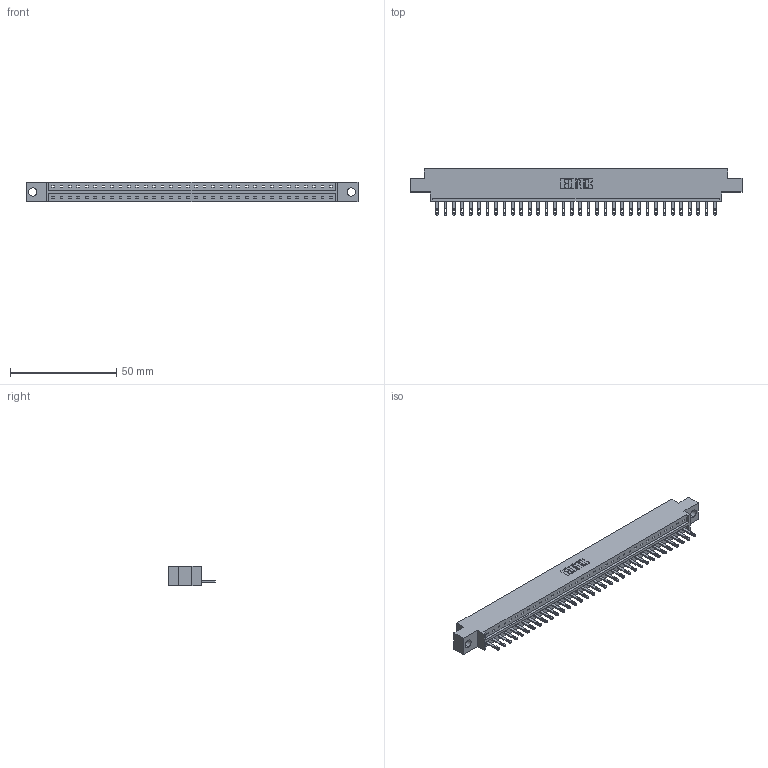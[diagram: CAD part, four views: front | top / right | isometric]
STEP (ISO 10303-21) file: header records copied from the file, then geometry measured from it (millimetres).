
FILE_DESCRIPTION (( 'STEP AP203' ), '1' );
FILE_NAME ('333-034-500-604.STEP', '2018-08-02T21:39:41', ( '' ), ( '' ), 'SwSTEP 2.0', 'SolidWorks 2016', '' );
FILE_SCHEMA (( 'CONFIG_CONTROL_DESIGN' ));
Length unit declared in the file: inch
Products named in the file (3): 333 Part_Offset - .156 Dia - TH; 345-292-001_345-293-100; 333-034-500-604
Assembly tree (35 placements, depth 2):
  333-034-500-604
    333 Part_Offset - .156 Dia - TH
    345-292-001_345-293-100  x34
Bounding box: 156.26 x 21.85 x 9.4 mm (x, y, z)
Volume: 15360.8 mm3; surface area: 16643.8 mm2
Topology: 35 solids, 35 shells, 1954 faces, 6035 edges, 4022 vertices
Faces by surface type: plane 1298, cylinder 656
Entity records: 21885 total; most frequent: CARTESIAN_POINT 3784, ORIENTED_EDGE 3754, DIRECTION 3209, EDGE_CURVE 1877, LINE 1745, VECTOR 1745, VERTEX_POINT 1250, AXIS2_PLACEMENT_3D 732
